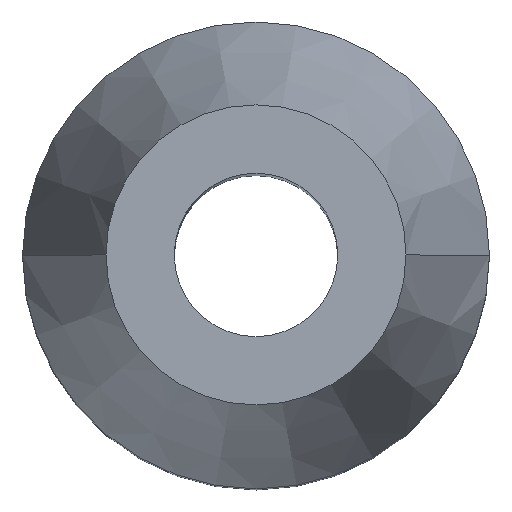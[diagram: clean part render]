
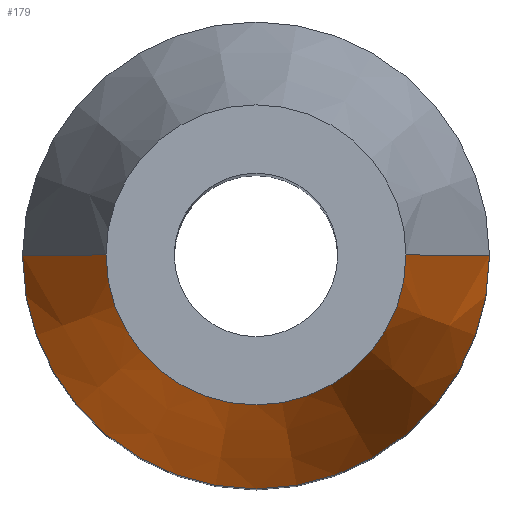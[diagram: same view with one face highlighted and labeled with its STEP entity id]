
A CAD part, top view. The second image highlights one B-rep face of the part: STEP entity #179.
In plain terms, the highlighted conical face has half-angle 15 degrees and reference radius 2.464 mm.
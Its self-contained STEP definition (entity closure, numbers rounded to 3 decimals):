
#85=VERTEX_POINT('',#213);
#87=EDGE_CURVE('',#85,#119,#215,.T.);
#91=EDGE_CURVE('',#183,#85,#219,.T.);
#101=EDGE_CURVE('',#153,#183,#230,.T.);
#119=VERTEX_POINT('',#250);
#153=VERTEX_POINT('',#287);
#155=EDGE_CURVE('',#153,#119,#289,.T.);
#179=ADVANCED_FACE('',(#319),#320,.T.);
#183=VERTEX_POINT('',#326);
#213=CARTESIAN_POINT('',(1.928,0.,12.0));
#215=LINE('',#352,#353);
#219=CIRCLE('',#358,1.928);
#230=LINE('',#375,#376);
#250=CARTESIAN_POINT('',(3.0,0.0,8.0));
#287=CARTESIAN_POINT('',(-3.0,0.,8.0));
#289=CIRCLE('',#451,3.0);
#319=FACE_OUTER_BOUND('',#487,.T.);
#320=CONICAL_SURFACE('',#488,2.464,0.262);
#326=CARTESIAN_POINT('',(-1.928,0.,12.0));
#352=CARTESIAN_POINT('',(2.464,0.,10.0));
#353=VECTOR('',#513,1.0);
#358=AXIS2_PLACEMENT_3D('',#514,#515,#516);
#375=CARTESIAN_POINT('',(-2.464,0.,10.0));
#376=VECTOR('',#530,1.0);
#451=AXIS2_PLACEMENT_3D('',#593,#594,#595);
#487=EDGE_LOOP('',(#645,#646,#647,#648));
#488=AXIS2_PLACEMENT_3D('',#649,#650,#651);
#513=DIRECTION('',(0.259,0.,-0.966));
#514=CARTESIAN_POINT('',(0.,0.,12.0));
#515=DIRECTION('',(0.,0.,1.0));
#516=DIRECTION('',(-1.0,0.,-0.0));
#530=DIRECTION('',(0.259,0.,0.966));
#593=CARTESIAN_POINT('',(0.0,0.0,8.0));
#594=DIRECTION('',(0.0,0.0,1.0));
#595=DIRECTION('',(1.0,0.0,0.0));
#645=ORIENTED_EDGE('',*,*,#101,.F.);
#646=ORIENTED_EDGE('',*,*,#155,.T.);
#647=ORIENTED_EDGE('',*,*,#87,.F.);
#648=ORIENTED_EDGE('',*,*,#91,.F.);
#649=CARTESIAN_POINT('',(0.,0.,10.0));
#650=DIRECTION('',(0.,0.,-1.0));
#651=DIRECTION('',(-1.0,0.,-0.0));
